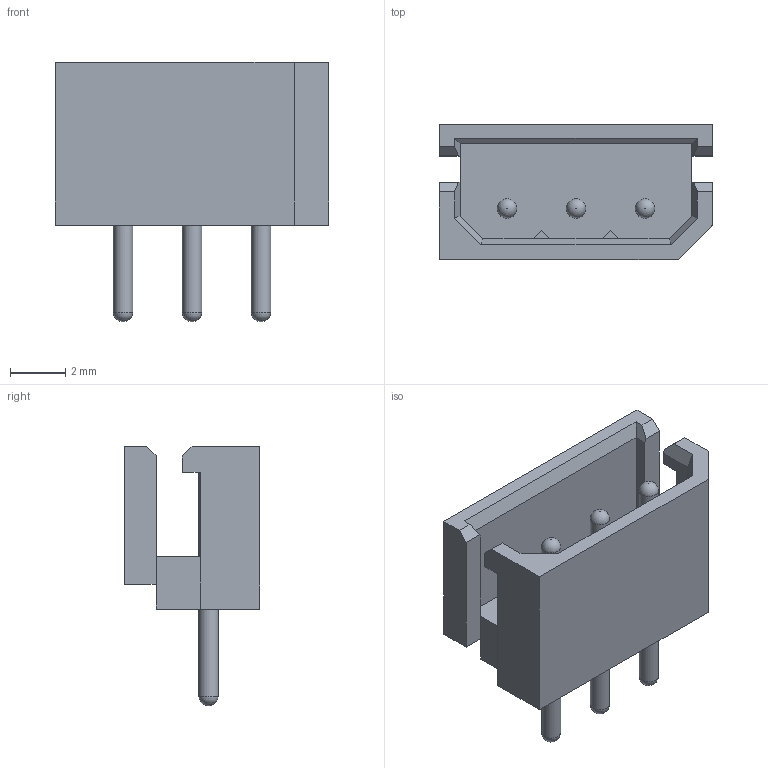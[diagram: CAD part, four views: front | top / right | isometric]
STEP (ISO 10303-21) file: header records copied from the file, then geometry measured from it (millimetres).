
FILE_DESCRIPTION(/* description */ ('Unknown'),/* implementation_level */ '2;1');
FILE_NAME(/* name */ 'J_Wurth_WR-WTB_64600311622',/* time_stamp */ '2025-05-22T17:54:42+08:00',/* author */ ('Unknown'),/* organization */ ('Unknown'),/* preprocessor_version */ 'ST-DEVELOPER v19.4',/* originating_system */ 'Solid Edge',/* authorisation */ 'Unknown');
FILE_SCHEMA (('AUTOMOTIVE_DESIGN {1 0 10303 214 3 1 1}'));
Length unit declared in the file: millimetre
Products named in the file (2): J_Wurth_WR-WTB_64600311622
Assembly tree (1 placements, depth 2):
  J_Wurth_WR-WTB_64600311622
    J_Wurth_WR-WTB_64600311622
Bounding box: 9.9 x 4.9 x 9.4 mm (x, y, z)
Volume: 152.2 mm3; surface area: 385.1 mm2
Topology: 1 solids, 1 shells, 69 faces, 164 edges, 103 vertices
Faces by surface type: plane 57, torus 6, cylinder 6
Full cylindrical faces by diameter (mm): 0.7 x6
Entity records: 2383 total; most frequent: CARTESIAN_POINT 320, DIRECTION 309, ORIENTED_EDGE 298, EDGE_CURVE 149, LINE 131, VECTOR 131, VERTEX_POINT 100, AXIS2_PLACEMENT_3D 89
